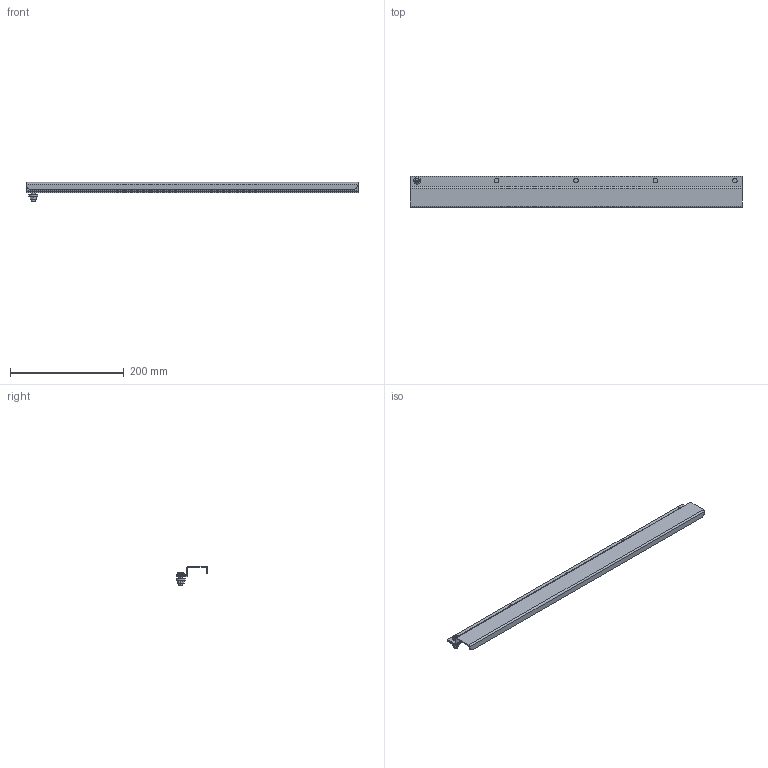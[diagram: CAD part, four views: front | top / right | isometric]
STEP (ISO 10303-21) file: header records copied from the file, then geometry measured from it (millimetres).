
FILE_DESCRIPTION (( 'STEP AP203' ), '1' );
FILE_NAME ('DK24GY_Default.step', '2019-10-31T16:44:16', ( '' ), ( '' ), 'SwSTEP 2.0', 'SolidWorks 2018', '' );
FILE_SCHEMA (( 'CONFIG_CONTROL_DESIGN' ));
Length unit declared in the file: inch
Products named in the file (1): DK24GY_Default
Bounding box: 584.2 x 55.58 x 33.58 mm (x, y, z)
Volume: 103107.5 mm3; surface area: 119831.4 mm2
Topology: 5 solids, 5 shells, 69 faces, 168 edges, 110 vertices
Faces by surface type: plane 35, cylinder 28, torus 4, bspline 2
Entity records: 2277 total; most frequent: CARTESIAN_POINT 528, DIRECTION 356, ORIENTED_EDGE 336, EDGE_CURVE 168, AXIS2_PLACEMENT_3D 138, VERTEX_POINT 110, EDGE_LOOP 84, VECTOR 80
